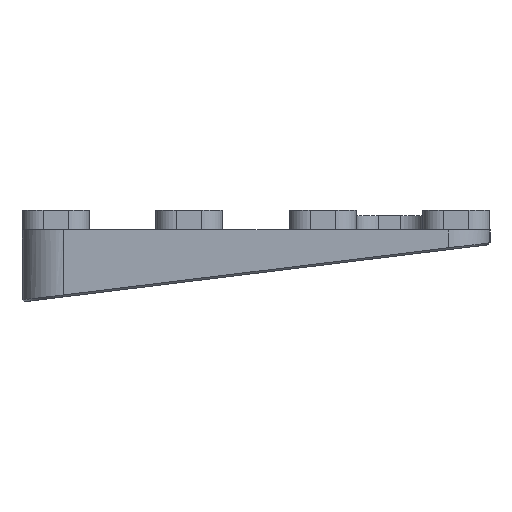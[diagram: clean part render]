
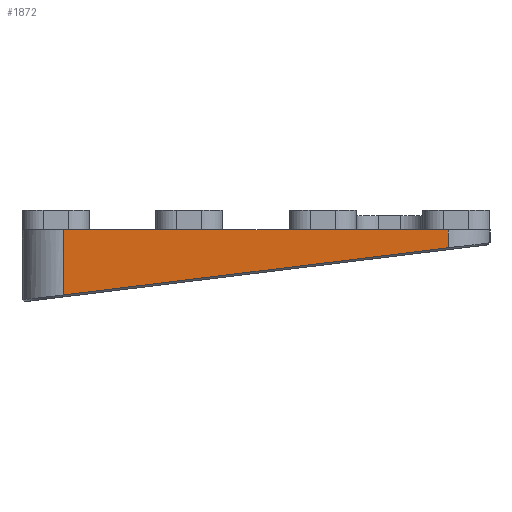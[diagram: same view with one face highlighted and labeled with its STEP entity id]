
A CAD part, left-side view. The second image highlights one B-rep face of the part: STEP entity #1872.
In plain terms, the highlighted planar face has unit normal (-1, 0, 0).
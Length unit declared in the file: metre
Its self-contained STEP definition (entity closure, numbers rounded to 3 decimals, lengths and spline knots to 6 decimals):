
#343=ORIENTED_EDGE('',*,*,#874,.T.);
#344=ORIENTED_EDGE('',*,*,#875,.T.);
#345=ORIENTED_EDGE('',*,*,#876,.F.);
#346=ORIENTED_EDGE('',*,*,#791,.F.);
#791=EDGE_CURVE('',#1067,#1068,#1231,.T.);
#874=EDGE_CURVE('',#1067,#1134,#1290,.T.);
#875=EDGE_CURVE('',#1134,#1135,#1291,.T.);
#876=EDGE_CURVE('',#1068,#1135,#1292,.T.);
#1067=VERTEX_POINT('',#2844);
#1068=VERTEX_POINT('',#2846);
#1134=VERTEX_POINT('',#3067);
#1135=VERTEX_POINT('',#3071);
#1231=LINE('',#2845,#1399);
#1290=LINE('',#3068,#1458);
#1291=LINE('',#3070,#1459);
#1292=LINE('',#3072,#1460);
#1399=VECTOR('',#2253,1.);
#1458=VECTOR('',#2360,1.);
#1459=VECTOR('',#2363,1.);
#1460=VECTOR('',#2364,1.);
#1563=EDGE_LOOP('',(#343,#344,#345,#346));
#1691=FACE_BOUND('',#1563,.T.);
#1818=PLANE('',#2034);
#1872=ADVANCED_FACE('',(#1691),#1818,.T.);
#2034=AXIS2_PLACEMENT_3D('',#3069,#2361,#2362);
#2253=DIRECTION('',(0.,-1.,0.));
#2360=DIRECTION('',(0.,0.,-1.));
#2361=DIRECTION('',(-1.,0.,0.));
#2362=DIRECTION('',(0.,-1.,0.));
#2363=DIRECTION('',(0.,-0.993,0.122));
#2364=DIRECTION('',(0.,0.,-1.));
#2844=CARTESIAN_POINT('',(0.017125,0.001025,-0.02));
#2845=CARTESIAN_POINT('',(0.017125,-0.026385,-0.02));
#2846=CARTESIAN_POINT('',(0.017125,-0.053795,-0.02));
#3067=CARTESIAN_POINT('',(0.017125,0.001025,-0.029279));
#3068=CARTESIAN_POINT('',(0.017125,0.001025,0.554771));
#3069=CARTESIAN_POINT('',(0.017125,-0.026385,0.558136));
#3070=CARTESIAN_POINT('',(0.017125,-0.097032,-0.017239));
#3071=CARTESIAN_POINT('',(0.017125,-0.053795,-0.022547));
#3072=CARTESIAN_POINT('',(0.017125,-0.053795,0.561502));
